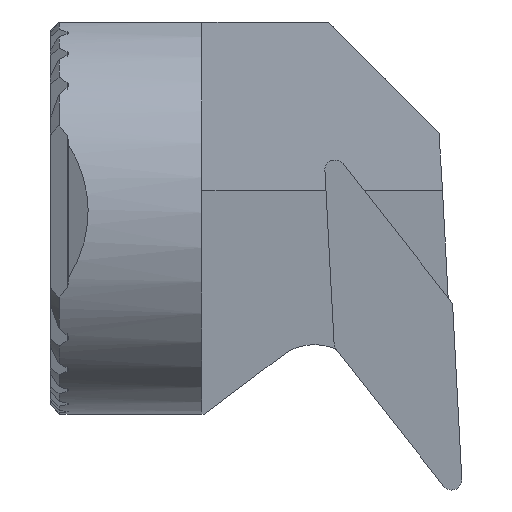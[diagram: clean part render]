
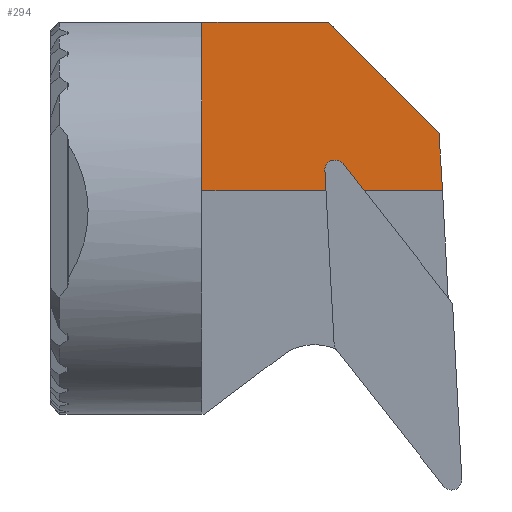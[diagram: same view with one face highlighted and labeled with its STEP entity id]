
A CAD part, top view. The second image highlights one B-rep face of the part: STEP entity #294.
In plain terms, the highlighted planar face has unit normal (0, 0, 1).
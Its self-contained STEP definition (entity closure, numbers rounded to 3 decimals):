
#156=ELLIPSE('',#2237,0.668,0.663);
#294=ADVANCED_FACE('',(#473),#397,.F.);
#397=PLANE('',#2238);
#473=FACE_OUTER_BOUND('',#586,.T.);
#586=EDGE_LOOP('',(#881,#882,#883,#884,#885,#886,#887,#888,#889));
#881=ORIENTED_EDGE('',*,*,#1672,.T.);
#882=ORIENTED_EDGE('',*,*,#1716,.T.);
#883=ORIENTED_EDGE('',*,*,#1717,.T.);
#884=ORIENTED_EDGE('',*,*,#1718,.T.);
#885=ORIENTED_EDGE('',*,*,#1560,.T.);
#886=ORIENTED_EDGE('',*,*,#1715,.F.);
#887=ORIENTED_EDGE('',*,*,#1719,.T.);
#888=ORIENTED_EDGE('',*,*,#1720,.F.);
#889=ORIENTED_EDGE('',*,*,#1721,.F.);
#1340=VERTEX_POINT('',#2883);
#1341=VERTEX_POINT('',#2884);
#1448=VERTEX_POINT('',#3595);
#1449=VERTEX_POINT('',#3597);
#1475=VERTEX_POINT('',#3752);
#1476=VERTEX_POINT('',#3756);
#1477=VERTEX_POINT('',#3758);
#1478=VERTEX_POINT('',#3761);
#1479=VERTEX_POINT('',#3763);
#1560=EDGE_CURVE('',#1340,#1341,#1891,.T.);
#1672=EDGE_CURVE('',#1449,#1448,#1905,.T.);
#1715=EDGE_CURVE('',#1475,#1341,#1921,.T.);
#1716=EDGE_CURVE('',#1448,#1476,#1922,.T.);
#1717=EDGE_CURVE('',#1476,#1477,#156,.T.);
#1718=EDGE_CURVE('',#1477,#1340,#1923,.T.);
#1719=EDGE_CURVE('',#1475,#1478,#1924,.T.);
#1720=EDGE_CURVE('',#1479,#1478,#1925,.T.);
#1721=EDGE_CURVE('',#1449,#1479,#1926,.T.);
#1891=LINE('',#2882,#2030);
#1905=LINE('',#3596,#2044);
#1921=LINE('',#3753,#2060);
#1922=LINE('',#3755,#2061);
#1923=LINE('',#3759,#2062);
#1924=LINE('',#3760,#2063);
#1925=LINE('',#3762,#2064);
#1926=LINE('',#3764,#2065);
#2030=VECTOR('',#2362,1.);
#2044=VECTOR('',#2452,1.);
#2060=VECTOR('',#2524,1.);
#2061=VECTOR('',#2527,1.);
#2062=VECTOR('',#2530,1.);
#2063=VECTOR('',#2531,1.);
#2064=VECTOR('',#2532,1.);
#2065=VECTOR('',#2533,1.);
#2237=AXIS2_PLACEMENT_3D('',#3757,#2528,#2529);
#2238=AXIS2_PLACEMENT_3D('',#3765,#2534,#2535);
#2362=DIRECTION('',(1.,0.,0.));
#2452=DIRECTION('',(1.,0.,0.));
#2524=DIRECTION('',(0.061,-0.998,0.));
#2527=DIRECTION('',(-0.037,0.999,0.));
#2528=DIRECTION('',(0.,0.,-1.));
#2529=DIRECTION('',(0.,-1.,0.));
#2530=DIRECTION('',(0.622,-0.783,0.));
#2531=DIRECTION('',(-0.707,0.707,0.));
#2532=DIRECTION('',(1.,0.,0.));
#2533=DIRECTION('',(0.,1.,0.));
#2534=DIRECTION('',(0.,0.,-1.));
#2535=DIRECTION('',(1.,0.,0.));
#2882=CARTESIAN_POINT('',(11.45,1.674,2.1));
#2883=CARTESIAN_POINT('',(24.214,1.674,2.1));
#2884=CARTESIAN_POINT('',(30.473,1.674,2.1));
#3595=CARTESIAN_POINT('',(21.376,1.674,2.1));
#3596=CARTESIAN_POINT('',(11.45,1.674,2.1));
#3597=CARTESIAN_POINT('',(11.45,1.674,2.1));
#3752=CARTESIAN_POINT('',(30.192,6.258,2.1));
#3753=CARTESIAN_POINT('',(30.192,6.258,2.1));
#3755=CARTESIAN_POINT('',(22.42,-26.655,2.1));
#3756=CARTESIAN_POINT('',(21.312,3.399,2.1));
#3757=CARTESIAN_POINT('',(21.975,3.424,2.1));
#3758=CARTESIAN_POINT('',(22.493,3.841,2.1));
#3759=CARTESIAN_POINT('',(33.271,-9.73,2.1));
#3760=CARTESIAN_POINT('',(30.192,6.258,2.1));
#3761=CARTESIAN_POINT('',(21.45,15.,2.1));
#3762=CARTESIAN_POINT('',(11.45,15.,2.1));
#3763=CARTESIAN_POINT('',(11.45,15.,2.1));
#3764=CARTESIAN_POINT('',(11.45,1.674,2.1));
#3765=CARTESIAN_POINT('',(11.45,-27.06,2.1));
